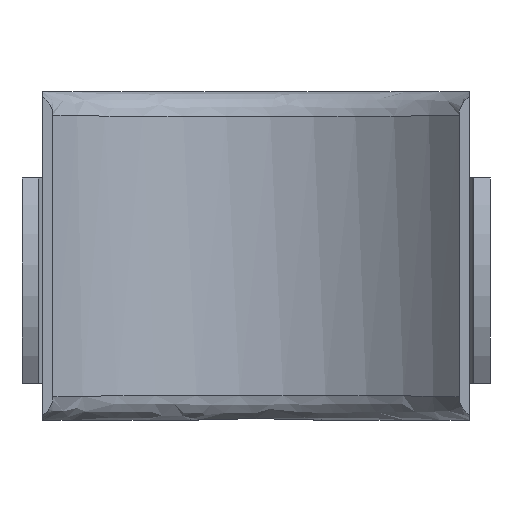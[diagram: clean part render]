
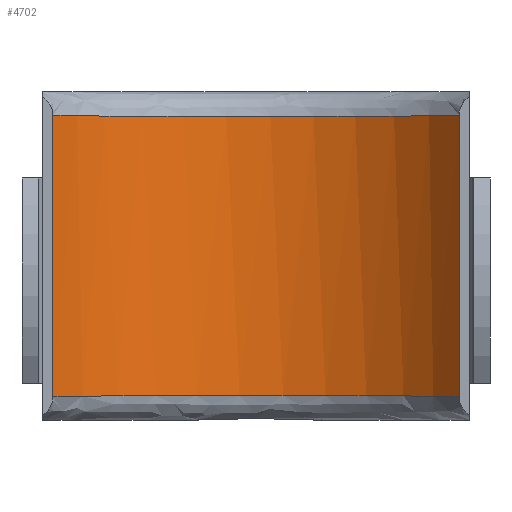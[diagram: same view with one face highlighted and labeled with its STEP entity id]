
A CAD part, front view. The second image highlights one B-rep face of the part: STEP entity #4702.
In plain terms, the highlighted cylindrical face has radius 31.5 mm (diameter 63 mm), a partial arc.
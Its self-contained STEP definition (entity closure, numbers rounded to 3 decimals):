
#3 = CARTESIAN_POINT ( 'NONE',  ( 2.376, -0.067, 16.999 ) ) ;
#9 = B_SPLINE_CURVE_WITH_KNOTS ( 'NONE', 3,
 ( #4523, #1334, #2258, #5434, #2718, #5899, #3174, #404, #3631, #881, #4162, #1433, #4625, #1906, #5082, #2353, #5540, #2824, #29, #3270, #519, #3734, #978, #4182, #1463, #4643 ),
 .UNSPECIFIED., .F., .F.,
 ( 4, 2, 2, 2, 2, 2, 2, 2, 2, 2, 2, 2, 4 ),
 ( 0., 0.007, 0.014, 0.018, 0.021, 0.028, 0.032, 0.036, 0.043, 0.046, 0.05, 0.053, 0.057 ),
 .UNSPECIFIED. ) ;
#29 = CARTESIAN_POINT ( 'NONE',  ( 15.861, -4.259, -17.021 ) ) ;
#43 = VECTOR ( 'NONE', #2636, 1000. ) ;
#186 = CARTESIAN_POINT ( 'NONE',  ( 24.739, -12., 20. ) ) ;
#278 = CARTESIAN_POINT ( 'NONE',  ( 24.739, -12., -17.175 ) ) ;
#307 = CARTESIAN_POINT ( 'NONE',  ( -24.739, -12., 17.175 ) ) ;
#336 = LINE ( 'NONE', #186, #1442 ) ;
#358 = ORIENTED_EDGE ( 'NONE', *, *, #1402, .F. ) ;
#404 = CARTESIAN_POINT ( 'NONE',  ( -9.332, -1.39, -17.001 ) ) ;
#519 = CARTESIAN_POINT ( 'NONE',  ( 18.824, -6.216, -17.045 ) ) ;
#607 = CARTESIAN_POINT ( 'NONE',  ( 15.861, -4.259, 17.021 ) ) ;
#644 = DIRECTION ( 'NONE',  ( 0., 0., -1. ) ) ;
#698 = VERTEX_POINT ( 'NONE', #307 ) ;
#726 = CARTESIAN_POINT ( 'NONE',  ( -24.739, -12., -17.175 ) ) ;
#736 = CARTESIAN_POINT ( 'NONE',  ( -9.332, -1.39, 17.001 ) ) ;
#772 = CARTESIAN_POINT ( 'NONE',  ( -24.739, -12., 20. ) ) ;
#881 = CARTESIAN_POINT ( 'NONE',  ( -4.743, -0.27, -16.999 ) ) ;
#893 = CARTESIAN_POINT ( 'NONE',  ( -21.588, -8.437, 17.083 ) ) ;
#978 = CARTESIAN_POINT ( 'NONE',  ( 21.536, -8.482, -17.085 ) ) ;
#1032 = CARTESIAN_POINT ( 'NONE',  ( -2.399, -0.001, 16.999 ) ) ;
#1169 = CARTESIAN_POINT ( 'NONE',  ( 1.186, 0., 16.999 ) ) ;
#1326 = CARTESIAN_POINT ( 'NONE',  ( 18.824, -6.216, 17.045 ) ) ;
#1334 = CARTESIAN_POINT ( 'NONE',  ( -23.259, -10.123, -17.119 ) ) ;
#1393 = CARTESIAN_POINT ( 'NONE',  ( -23.259, -10.123, 17.119 ) ) ;
#1402 = EDGE_CURVE ( 'NONE', #5354, #1691, #336, .T. ) ;
#1433 = CARTESIAN_POINT ( 'NONE',  ( 1.186, 0., -16.999 ) ) ;
#1442 = VECTOR ( 'NONE', #644, 1000. ) ;
#1446 = CARTESIAN_POINT ( 'NONE',  ( 9.392, -1.339, 17.001 ) ) ;
#1463 = CARTESIAN_POINT ( 'NONE',  ( 23.999, -11.062, -17.147 ) ) ;
#1561 = DIRECTION ( 'NONE',  ( -1., 0., 0. ) ) ;
#1595 = CARTESIAN_POINT ( 'NONE',  ( 23.999, -11.062, 17.147 ) ) ;
#1691 = VERTEX_POINT ( 'NONE', #278 ) ;
#1714 = EDGE_CURVE ( 'NONE', #5354, #698, #4252, .T. ) ;
#1796 = CARTESIAN_POINT ( 'NONE',  ( -4.743, -0.27, 16.999 ) ) ;
#1815 = CARTESIAN_POINT ( 'NONE',  ( 5.924, -0.539, 16.999 ) ) ;
#1832 = AXIS2_PLACEMENT_3D ( 'NONE', #4749, #2013, #1561 ) ;
#1874 = CARTESIAN_POINT ( 'NONE',  ( -17.862, -5.444, 17.032 ) ) ;
#1906 = CARTESIAN_POINT ( 'NONE',  ( 4.742, -0.336, -16.999 ) ) ;
#2013 = DIRECTION ( 'NONE',  ( 0., 0., -1. ) ) ;
#2164 = CARTESIAN_POINT ( 'NONE',  ( -12.68, -2.641, 17.007 ) ) ;
#2258 = CARTESIAN_POINT ( 'NONE',  ( -21.588, -8.437, -17.083 ) ) ;
#2303 = CARTESIAN_POINT ( 'NONE',  ( 24.739, -12., 17.175 ) ) ;
#2353 = CARTESIAN_POINT ( 'NONE',  ( 9.392, -1.339, -17.001 ) ) ;
#2460 = VERTEX_POINT ( 'NONE', #726 ) ;
#2492 = CARTESIAN_POINT ( 'NONE',  ( 4.742, -0.336, 16.999 ) ) ;
#2494 = EDGE_LOOP ( 'NONE', ( #3452, #2836, #358, #2534 ) ) ;
#2534 = ORIENTED_EDGE ( 'NONE', *, *, #1714, .T. ) ;
#2636 = DIRECTION ( 'NONE',  ( 0., 0., -1. ) ) ;
#2718 = CARTESIAN_POINT ( 'NONE',  ( -15.865, -4.185, -17.019 ) ) ;
#2813 = EDGE_CURVE ( 'NONE', #698, #2460, #3215, .T. ) ;
#2824 = CARTESIAN_POINT ( 'NONE',  ( 14.812, -3.675, -17.015 ) ) ;
#2836 = ORIENTED_EDGE ( 'NONE', *, *, #3782, .T. ) ;
#2933 = CARTESIAN_POINT ( 'NONE',  ( 24.739, -12., 17.175 ) ) ;
#3174 = CARTESIAN_POINT ( 'NONE',  ( -11.586, -2.184, -17.005 ) ) ;
#3215 = LINE ( 'NONE', #772, #43 ) ;
#3270 = CARTESIAN_POINT ( 'NONE',  ( 17.865, -5.529, -17.036 ) ) ;
#3423 = CARTESIAN_POINT ( 'NONE',  ( 23.205, -10.165, 17.124 ) ) ;
#3452 = ORIENTED_EDGE ( 'NONE', *, *, #2813, .T. ) ;
#3480 = CARTESIAN_POINT ( 'NONE',  ( -11.586, -2.184, 17.005 ) ) ;
#3621 = CARTESIAN_POINT ( 'NONE',  ( 17.865, -5.529, 17.036 ) ) ;
#3631 = CARTESIAN_POINT ( 'NONE',  ( -8.193, -1.061, -17. ) ) ;
#3734 = CARTESIAN_POINT ( 'NONE',  ( 20.66, -7.692, -17.07 ) ) ;
#3782 = EDGE_CURVE ( 'NONE', #2460, #1691, #9, .T. ) ;
#3881 = CARTESIAN_POINT ( 'NONE',  ( 11.614, -2.123, 17.003 ) ) ;
#4162 = CARTESIAN_POINT ( 'NONE',  ( -2.399, -0.001, -16.999 ) ) ;
#4182 = CARTESIAN_POINT ( 'NONE',  ( 23.205, -10.165, -17.124 ) ) ;
#4252 = B_SPLINE_CURVE_WITH_KNOTS ( 'NONE', 3,
 ( #2303, #1595, #3423, #4742, #5823, #1326, #3621, #607, #5951, #3881, #1446, #1815, #2492, #3, #1169, #1032, #1796, #5507, #736, #3480, #2164, #4330, #1874, #893, #1393, #5489 ),
 .UNSPECIFIED., .F., .F.,
 ( 4, 2, 2, 2, 2, 2, 2, 2, 2, 2, 2, 2, 4 ),
 ( 0., 0.004, 0.007, 0.011, 0.014, 0.022, 0.025, 0.029, 0.036, 0.039, 0.043, 0.05, 0.057 ),
 .UNSPECIFIED. ) ;
#4280 = CYLINDRICAL_SURFACE ( 'NONE', #1832, 31.5 ) ;
#4330 = CARTESIAN_POINT ( 'NONE',  ( -15.865, -4.185, 17.019 ) ) ;
#4523 = CARTESIAN_POINT ( 'NONE',  ( -24.739, -12., -17.175 ) ) ;
#4625 = CARTESIAN_POINT ( 'NONE',  ( 2.376, -0.067, -16.999 ) ) ;
#4643 = CARTESIAN_POINT ( 'NONE',  ( 24.739, -12., -17.175 ) ) ;
#4702 = ADVANCED_FACE ( 'NONE', ( #5623 ), #4280, .F. ) ;
#4742 = CARTESIAN_POINT ( 'NONE',  ( 21.536, -8.482, 17.085 ) ) ;
#4749 = CARTESIAN_POINT ( 'NONE',  ( 0., -31.5, 20. ) ) ;
#5082 = CARTESIAN_POINT ( 'NONE',  ( 5.924, -0.539, -16.999 ) ) ;
#5354 = VERTEX_POINT ( 'NONE', #2933 ) ;
#5434 = CARTESIAN_POINT ( 'NONE',  ( -17.862, -5.444, -17.032 ) ) ;
#5489 = CARTESIAN_POINT ( 'NONE',  ( -24.739, -12., 17.175 ) ) ;
#5507 = CARTESIAN_POINT ( 'NONE',  ( -8.193, -1.061, 17. ) ) ;
#5540 = CARTESIAN_POINT ( 'NONE',  ( 11.614, -2.123, -17.003 ) ) ;
#5623 = FACE_OUTER_BOUND ( 'NONE', #2494, .T. ) ;
#5823 = CARTESIAN_POINT ( 'NONE',  ( 20.66, -7.692, 17.07 ) ) ;
#5899 = CARTESIAN_POINT ( 'NONE',  ( -12.68, -2.641, -17.007 ) ) ;
#5951 = CARTESIAN_POINT ( 'NONE',  ( 14.812, -3.675, 17.015 ) ) ;
